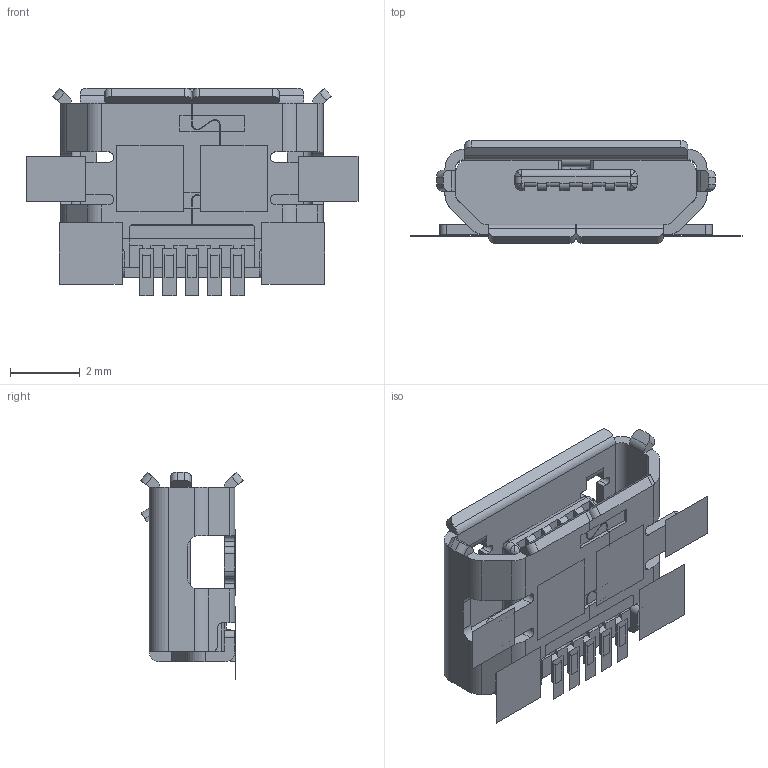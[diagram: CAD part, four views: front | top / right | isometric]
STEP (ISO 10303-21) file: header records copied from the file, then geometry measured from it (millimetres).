
FILE_DESCRIPTION (( 'STEP AP214' ), '1' );
FILE_NAME ('User Library-3057-51550001R-Rev.01.STEP', '2013-02-17T11:56:29', ( 'Windows User' ), ( '' ), 'SwSTEP 2.0', 'SolidWorks 2013', '' );
FILE_SCHEMA (( 'AUTOMOTIVE_DESIGN' ));
Length unit declared in the file: millimetre
Products named in the file (1): User Library-3057-51550001R-Rev.01
Bounding box: 9.5 x 2.94 x 5.94 mm (x, y, z)
Surface area: 278.5 mm2 (no closed solid volume)
Topology: 0 solids, 12 shells, 425 faces, 1252 edges, 824 vertices
Faces by surface type: plane 286, cylinder 131, bspline 8
Entity records: 14139 total; most frequent: CARTESIAN_POINT 2686, ORIENTED_EDGE 2444, DIRECTION 2318, EDGE_CURVE 1244, VECTOR 958, LINE 958, VERTEX_POINT 824, AXIS2_PLACEMENT_3D 680
